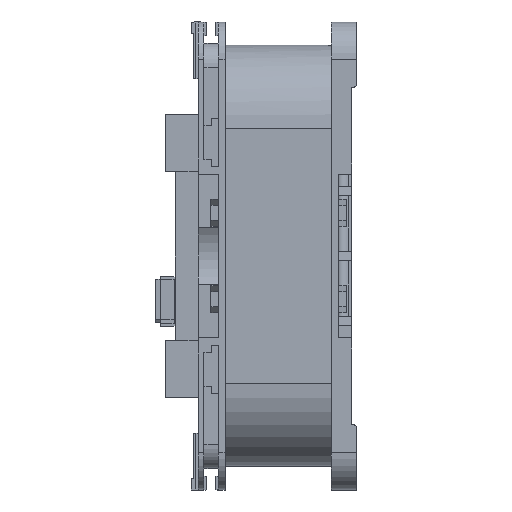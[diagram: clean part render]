
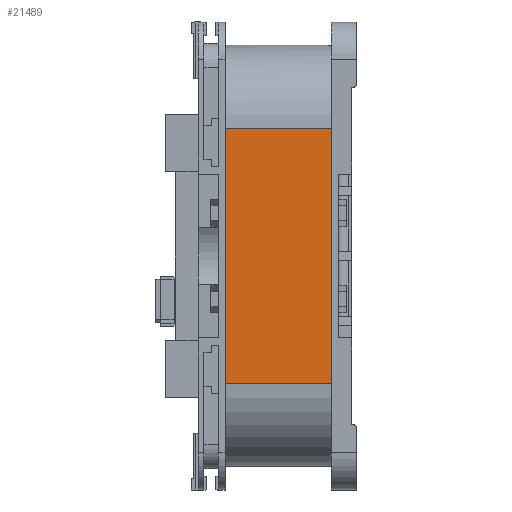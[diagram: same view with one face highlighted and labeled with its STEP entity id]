
A CAD part, left-side view. The second image highlights one B-rep face of the part: STEP entity #21489.
In plain terms, the highlighted planar face has unit normal (-1, 0, 0).
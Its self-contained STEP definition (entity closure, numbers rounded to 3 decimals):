
#42 = EDGE_CURVE ( 'NONE', #2229, #17014, #19868, .T. ) ;
#1273 = EDGE_CURVE ( 'NONE', #17760, #2229, #27360, .T. ) ;
#2217 = CARTESIAN_POINT ( 'NONE',  ( -57.5, 11.2, 27.3 ) ) ;
#2229 = VERTEX_POINT ( 'NONE', #7202 ) ;
#4490 = CARTESIAN_POINT ( 'NONE',  ( -57.5, 11.2, 45.3 ) ) ;
#5798 = DIRECTION ( 'NONE',  ( 0., -1., 0. ) ) ;
#6162 = CARTESIAN_POINT ( 'NONE',  ( -57.5, 11.2, -27.3 ) ) ;
#7202 = CARTESIAN_POINT ( 'NONE',  ( -57.5, -11.6, -27.3 ) ) ;
#7824 = VECTOR ( 'NONE', #5798, 1000. ) ;
#7963 = EDGE_LOOP ( 'NONE', ( #35518, #19055, #19296, #36049 ) ) ;
#10455 = PLANE ( 'NONE',  #27285 ) ;
#13094 = VERTEX_POINT ( 'NONE', #29435 ) ;
#13391 = VECTOR ( 'NONE', #33486, 1000. ) ;
#14494 = CARTESIAN_POINT ( 'NONE',  ( -57.5, 11.2, -27.3 ) ) ;
#16235 = DIRECTION ( 'NONE',  ( 0., 0., 1. ) ) ;
#17014 = VERTEX_POINT ( 'NONE', #28375 ) ;
#17760 = VERTEX_POINT ( 'NONE', #14494 ) ;
#18092 = EDGE_CURVE ( 'NONE', #17760, #13094, #28943, .T. ) ;
#19055 = ORIENTED_EDGE ( 'NONE', *, *, #1273, .T. ) ;
#19296 = ORIENTED_EDGE ( 'NONE', *, *, #42, .T. ) ;
#19469 = FACE_OUTER_BOUND ( 'NONE', #7963, .T. ) ;
#19868 = LINE ( 'NONE', #22250, #35407 ) ;
#20964 = LINE ( 'NONE', #2217, #13391 ) ;
#21489 = ADVANCED_FACE ( 'NONE', ( #19469 ), #10455, .F. ) ;
#21621 = DIRECTION ( 'NONE',  ( 1., 0., 0. ) ) ;
#22250 = CARTESIAN_POINT ( 'NONE',  ( -57.5, -11.6, 45.3 ) ) ;
#27285 = AXIS2_PLACEMENT_3D ( 'NONE', #4490, #21621, #27583 ) ;
#27360 = LINE ( 'NONE', #6162, #7824 ) ;
#27583 = DIRECTION ( 'NONE',  ( 0., 0., -1. ) ) ;
#28067 = VECTOR ( 'NONE', #16235, 1000. ) ;
#28344 = DIRECTION ( 'NONE',  ( 0., 0., 1. ) ) ;
#28375 = CARTESIAN_POINT ( 'NONE',  ( -57.5, -11.6, 27.3 ) ) ;
#28943 = LINE ( 'NONE', #33006, #28067 ) ;
#29435 = CARTESIAN_POINT ( 'NONE',  ( -57.5, 11.2, 27.3 ) ) ;
#33006 = CARTESIAN_POINT ( 'NONE',  ( -57.5, 11.2, 45.3 ) ) ;
#33486 = DIRECTION ( 'NONE',  ( 0., 1., 0. ) ) ;
#34851 = EDGE_CURVE ( 'NONE', #17014, #13094, #20964, .T. ) ;
#35407 = VECTOR ( 'NONE', #28344, 1000. ) ;
#35518 = ORIENTED_EDGE ( 'NONE', *, *, #18092, .F. ) ;
#36049 = ORIENTED_EDGE ( 'NONE', *, *, #34851, .T. ) ;
